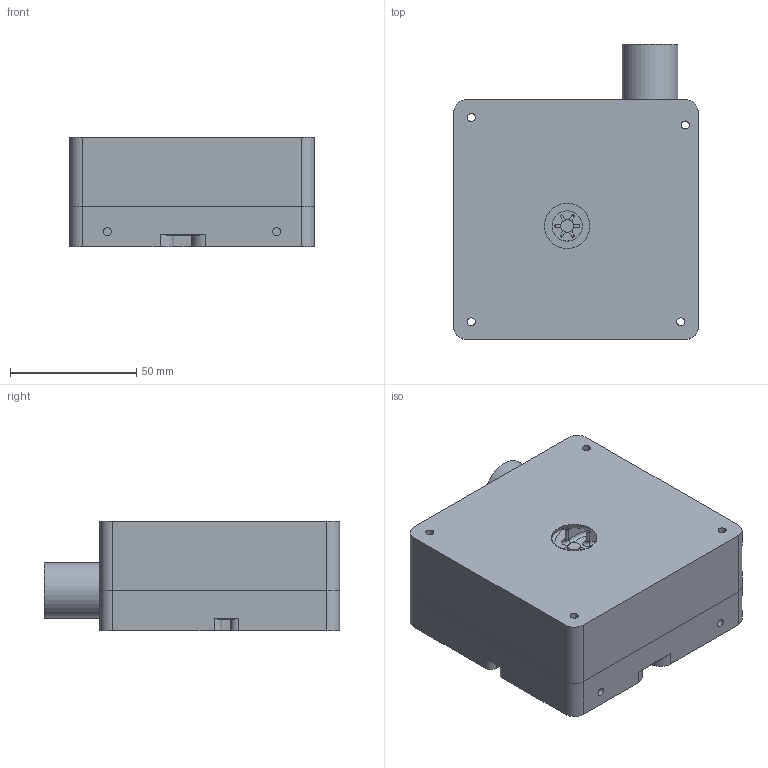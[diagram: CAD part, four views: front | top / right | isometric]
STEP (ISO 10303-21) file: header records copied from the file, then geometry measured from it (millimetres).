
FILE_DESCRIPTION(/* description */ (''),/* implementation_level */ '2;1');
FILE_NAME(/* name */ 'Ventilator Pump.stp',/* time_stamp */ '2020-03-25T23:40:25-04:00',/* author */ (''),/* organization */ (''),/* preprocessor_version */ 'ST-DEVELOPER v15.2',/* originating_system */ 'Autodesk Translator Framework v2.0.0.5431',/* authorisation */ '');
FILE_SCHEMA (('AUTOMOTIVE_DESIGN { 1 0 10303 214 3 1 1 }'));
Length unit declared in the file: centimetre
Products named in the file (1): Pump second print
Bounding box: 97 x 117 x 43.4 mm (x, y, z)
Volume: 264919.2 mm3; surface area: 92113.6 mm2
Topology: 6 solids, 6 shells, 732 faces, 2042 edges, 1338 vertices
Faces by surface type: plane 418, cylinder 160, bspline 105, cone 25, torus 24
Full cylindrical faces by diameter (mm): 3.2 x10, 4.4 x4, 5 x1, 7 x4, 7.3 x4, 7.8 x4, 12 x1, 17 x1, 18 x1, 22 x1, 35.128 x1, 38 x1, 53.3 x1, 75 x1, 83 x1
Entity records: 36182 total; most frequent: CARTESIAN_POINT 17798, ORIENTED_EDGE 3970, DIRECTION 3581, EDGE_CURVE 1985, VERTEX_POINT 1327, AXIS2_PLACEMENT_3D 1224, LINE 1133, VECTOR 1133
